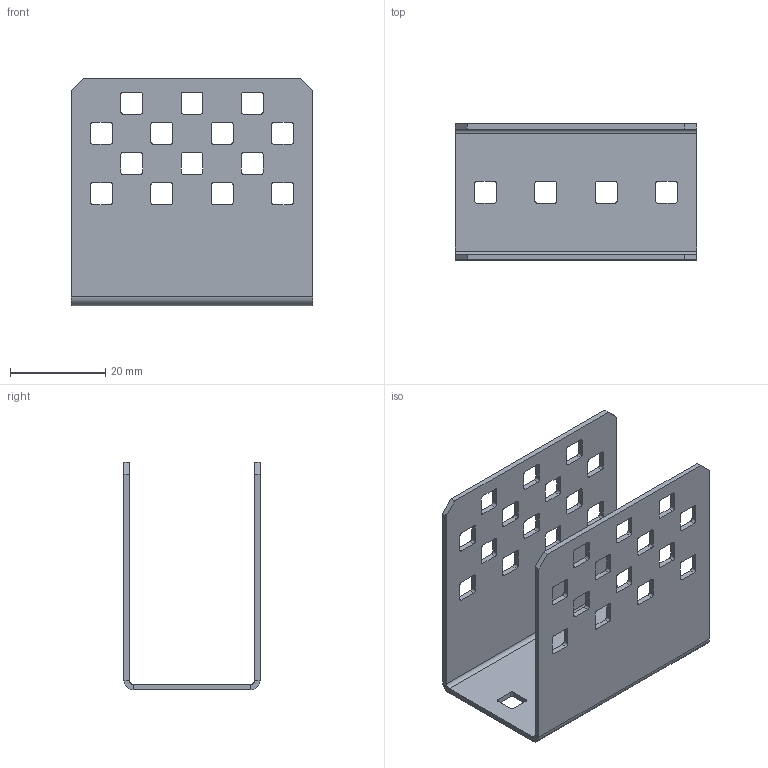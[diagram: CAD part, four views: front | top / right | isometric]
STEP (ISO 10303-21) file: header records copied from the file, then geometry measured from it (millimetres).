
FILE_DESCRIPTION (( 'STEP AP203' ), '1' );
FILE_NAME ('276-1926-002 Rev3 - IFMI.STEP', '2021-08-04T15:24:23', ( '' ), ( '' ), 'SwSTEP 2.0', 'SolidWorks 2019', '' );
FILE_SCHEMA (( 'CONFIG_CONTROL_DESIGN' ));
Length unit declared in the file: inch
Products named in the file (1): 276-1926-002 Rev3 - IFMI
Bounding box: 50.8 x 28.68 x 47.88 mm (x, y, z)
Volume: 6235.2 mm3; surface area: 11940.5 mm2
Topology: 1 solids, 1 shells, 282 faces, 824 edges, 544 vertices
Faces by surface type: plane 150, cylinder 132
Entity records: 9591 total; most frequent: DIRECTION 1654, CARTESIAN_POINT 1651, ORIENTED_EDGE 1648, EDGE_CURVE 824, VECTOR 560, LINE 560, AXIS2_PLACEMENT_3D 547, VERTEX_POINT 544
